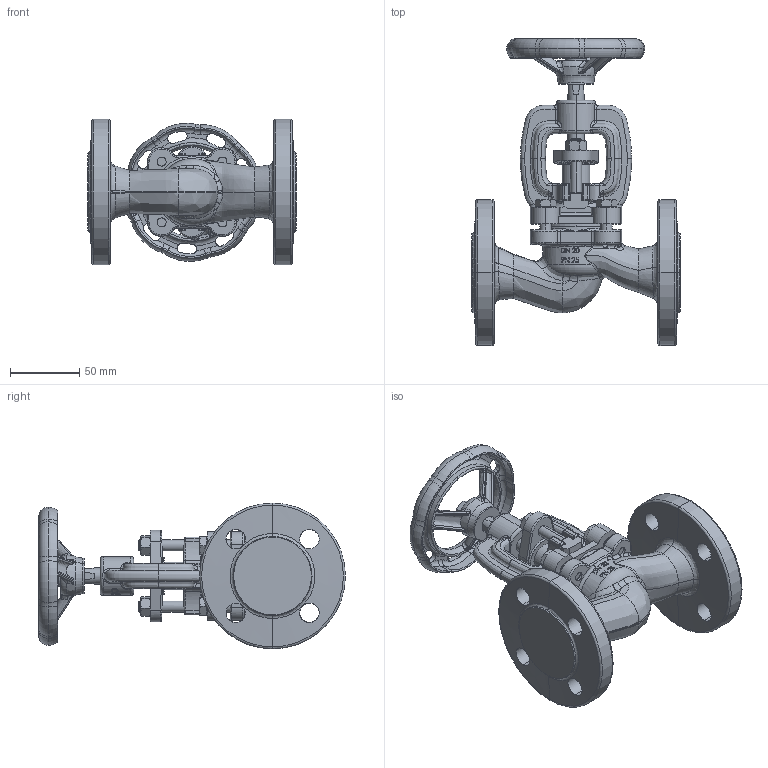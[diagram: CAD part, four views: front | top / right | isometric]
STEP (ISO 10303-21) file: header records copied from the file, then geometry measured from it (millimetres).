
FILE_DESCRIPTION (( 'STEP AP214' ), '1' );
FILE_NAME ('UV216-DN20-PN25-Absperrventil-Handrad-Fergo.STEP', '2022-10-31T13:29:06', ( '' ), ( '' ), 'SwSTEP 2.0', 'SolidWorks 2022', '' );
FILE_SCHEMA (( 'AUTOMOTIVE_DESIGN' ));
Products named in the file (1): UV216-DN20-PN25-Absperrventil-Handrad-Fergo
Bounding box: 150 x 220.98 x 105 mm (x, y, z)
Surface area: 117179.7 mm2 (no closed solid volume)
Topology: 0 solids, 2 shells, 1195 faces, 3309 edges, 2066 vertices
Faces by surface type: bspline 429, cylinder 292, plane 239, torus 122, cone 90, sphere 23
Entity records: 134152 total; most frequent: CARTESIAN_POINT 108698, ORIENTED_EDGE 6506, DIRECTION 3549, EDGE_CURVE 3255, VERTEX_POINT 2066, B_SPLINE_CURVE_WITH_KNOTS 1763, AXIS2_PLACEMENT_3D 1452, EDGE_LOOP 1258
